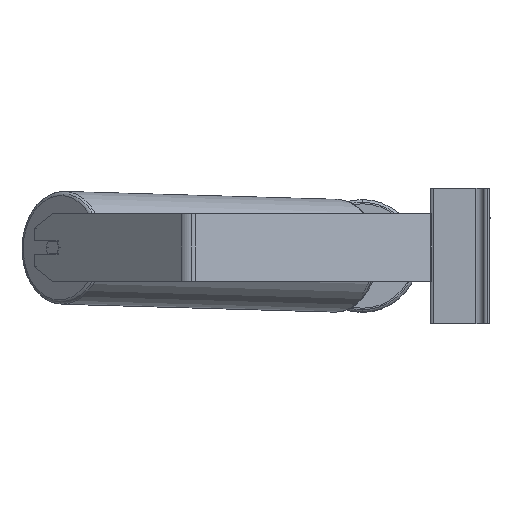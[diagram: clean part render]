
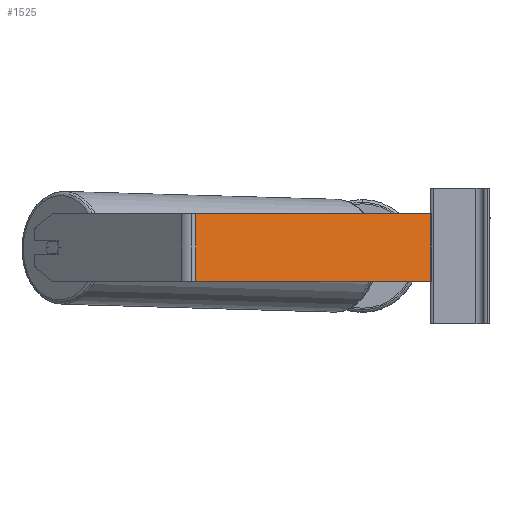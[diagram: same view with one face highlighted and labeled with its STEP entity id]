
A CAD part, left-side view. The second image highlights one B-rep face of the part: STEP entity #1525.
In plain terms, the highlighted planar face has unit normal (-0.94, -0.342, 0).
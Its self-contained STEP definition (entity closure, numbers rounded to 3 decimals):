
#395 = ORIENTED_EDGE ( 'NONE', *, *, #6158, .F. ) ;
#1111 = CARTESIAN_POINT ( 'NONE',  ( -788.718, 293.995, 50. ) ) ;
#1157 = DIRECTION ( 'NONE',  ( 0., 0., -1. ) ) ;
#1296 = VERTEX_POINT ( 'NONE', #10320 ) ;
#1525 = ADVANCED_FACE ( 'NONE', ( #6121 ), #8752, .F. ) ;
#1820 = CARTESIAN_POINT ( 'NONE',  ( -687.518, 15.948, -30. ) ) ;
#1968 = DIRECTION ( 'NONE',  ( -0.342, 0.94, 0. ) ) ;
#1999 = CARTESIAN_POINT ( 'NONE',  ( -788.718, 293.995, 50. ) ) ;
#2440 = CARTESIAN_POINT ( 'NONE',  ( -788.718, 293.995, -30. ) ) ;
#3724 = DIRECTION ( 'NONE',  ( 0., 0., -1. ) ) ;
#4305 = VERTEX_POINT ( 'NONE', #1820 ) ;
#4366 = LINE ( 'NONE', #7806, #7160 ) ;
#4486 = CARTESIAN_POINT ( 'NONE',  ( -792.205, 303.574, 50. ) ) ;
#4537 = LINE ( 'NONE', #1111, #10386 ) ;
#4647 = VECTOR ( 'NONE', #6898, 1000. ) ;
#6121 = FACE_OUTER_BOUND ( 'NONE', #9957, .T. ) ;
#6158 = EDGE_CURVE ( 'NONE', #1296, #4305, #4366, .T. ) ;
#6405 = ORIENTED_EDGE ( 'NONE', *, *, #8017, .F. ) ;
#6444 = EDGE_CURVE ( 'NONE', #9386, #4305, #10221, .T. ) ;
#6898 = DIRECTION ( 'NONE',  ( 0.342, -0.94, 0. ) ) ;
#7160 = VECTOR ( 'NONE', #1157, 1000. ) ;
#7354 = CARTESIAN_POINT ( 'NONE',  ( -792.205, 303.574, 50. ) ) ;
#7536 = EDGE_CURVE ( 'NONE', #9244, #9386, #4537, .T. ) ;
#7685 = VECTOR ( 'NONE', #8315, 1000. ) ;
#7806 = CARTESIAN_POINT ( 'NONE',  ( -687.518, 15.948, 50. ) ) ;
#7924 = DIRECTION ( 'NONE',  ( 0.94, 0.342, 0. ) ) ;
#8017 = EDGE_CURVE ( 'NONE', #9244, #1296, #10817, .T. ) ;
#8109 = ORIENTED_EDGE ( 'NONE', *, *, #6444, .T. ) ;
#8315 = DIRECTION ( 'NONE',  ( 0.342, -0.94, 0. ) ) ;
#8752 = PLANE ( 'NONE',  #10147 ) ;
#9244 = VERTEX_POINT ( 'NONE', #1999 ) ;
#9386 = VERTEX_POINT ( 'NONE', #2440 ) ;
#9957 = EDGE_LOOP ( 'NONE', ( #8109, #395, #6405, #11021 ) ) ;
#10147 = AXIS2_PLACEMENT_3D ( 'NONE', #4486, #7924, #1968 ) ;
#10221 = LINE ( 'NONE', #11089, #4647 ) ;
#10320 = CARTESIAN_POINT ( 'NONE',  ( -687.518, 15.948, 50. ) ) ;
#10386 = VECTOR ( 'NONE', #3724, 1000. ) ;
#10817 = LINE ( 'NONE', #7354, #7685 ) ;
#11021 = ORIENTED_EDGE ( 'NONE', *, *, #7536, .T. ) ;
#11089 = CARTESIAN_POINT ( 'NONE',  ( -792.205, 303.574, -30. ) ) ;
